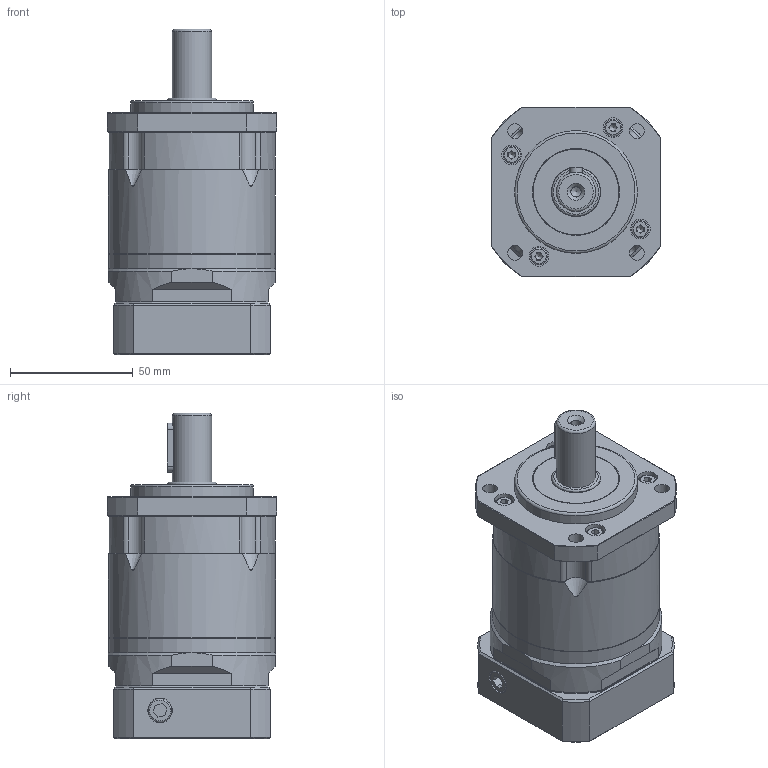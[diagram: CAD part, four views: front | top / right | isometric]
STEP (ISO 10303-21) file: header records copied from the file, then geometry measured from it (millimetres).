
FILE_DESCRIPTION((''),'2;1');
FILE_NAME('KFB-70-1.stp','2012-02-15T13:35:26',('young'),(''),'Autodesk Inventor 2012','Autodesk Inventor 2012','');
FILE_SCHEMA(('AUTOMOTIVE_DESIGN { 1 0 10303 214 1 1 1 1 }'));
Length unit declared in the file: millimetre
Products named in the file (1): KFB-70-1
Bounding box: 69 x 69 x 132.5 mm (x, y, z)
Volume: 344896.6 mm3; surface area: 88860.5 mm2
Topology: 21 solids, 21 shells, 551 faces, 1249 edges, 781 vertices
Faces by surface type: plane 283, cylinder 137, cone 110, torus 19, bspline 2
Full cylindrical faces by diameter (mm): 3.3 x9, 4 x5, 4.2 x9, 4.5 x9, 5 x4, 5.5 x4, 6 x4, 7 x5, 8 x8, 8.5 x4, 9 x4, 9.5 x2, 14.2 x1, 16 x1, 17 x1, 19.8 x2, 20 x3, 26 x1, 35 x4, 42 x1, 50 x4, 52 x1, 68 x2
Entity records: 14891 total; most frequent: CARTESIAN_POINT 3105, DIRECTION 2547, ORIENTED_EDGE 2082, EDGE_CURVE 1041, AXIS2_PLACEMENT_3D 1040, EDGE_LOOP 801, VERTEX_POINT 736, FACE_OUTER_BOUND 551
